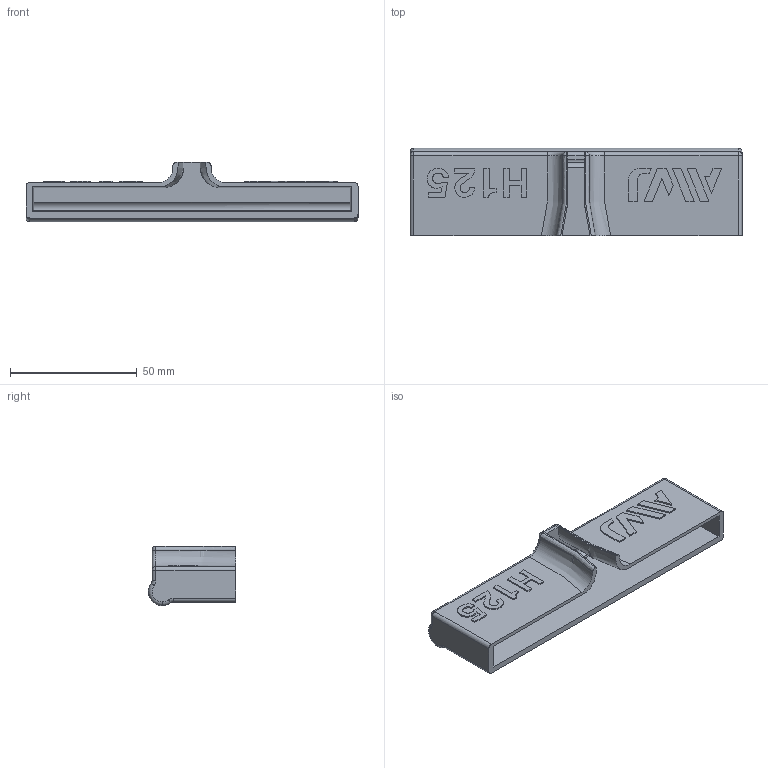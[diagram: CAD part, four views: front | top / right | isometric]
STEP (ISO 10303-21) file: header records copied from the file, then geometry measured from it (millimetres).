
FILE_DESCRIPTION(('STEP AP203'),'1');
FILE_NAME('H125.step','2024-01-24T10:38:02',(' '),(' '),'Spatial InterOp 3D',' ',' ');
FILE_SCHEMA(('CONFIG_CONTROL_DESIGN'));
Length unit declared in the file: millimetre
Products named in the file (1): 1
Bounding box: 131 x 34.44 x 23.44 mm (x, y, z)
Volume: 26132.5 mm3; surface area: 22687.8 mm2
Topology: 6 solids, 6 shells, 132 faces, 324 edges, 204 vertices
Faces by surface type: plane 83, cylinder 17, bspline 12, torus 8, extrusion 6, sphere 4, offset 2
Entity records: 5390 total; most frequent: CARTESIAN_POINT 2446, ORIENTED_EDGE 640, DIRECTION 502, EDGE_CURVE 320, VERTEX_POINT 210, AXIS2_PLACEMENT_3D 168, VECTOR 166, LINE 160
